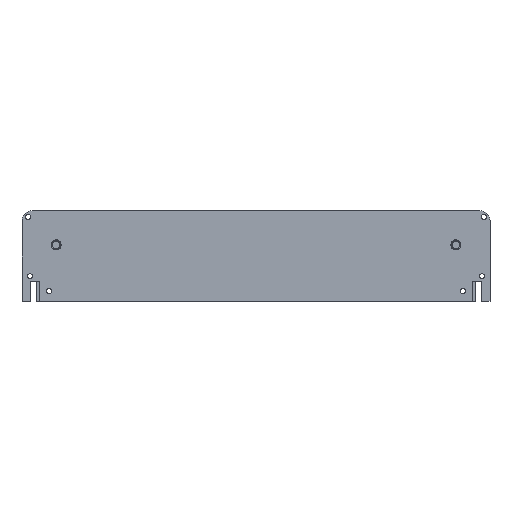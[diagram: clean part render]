
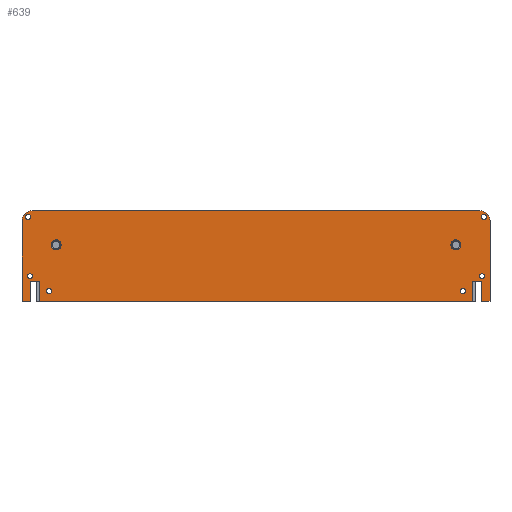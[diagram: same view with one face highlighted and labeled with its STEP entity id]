
A CAD part, top view. The second image highlights one B-rep face of the part: STEP entity #639.
In plain terms, the highlighted planar face has unit normal (0, 0, 1).
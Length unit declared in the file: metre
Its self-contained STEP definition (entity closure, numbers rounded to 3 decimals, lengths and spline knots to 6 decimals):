
#34=CIRCLE('',#701,0.005);
#35=CIRCLE('',#702,0.005);
#36=CIRCLE('',#703,0.00125);
#37=CIRCLE('',#704,0.00125);
#38=CIRCLE('',#705,0.0025);
#39=CIRCLE('',#706,0.0025);
#40=CIRCLE('',#707,0.00125);
#41=CIRCLE('',#708,0.00125);
#42=CIRCLE('',#709,0.00125);
#43=CIRCLE('',#710,0.00125);
#86=ORIENTED_EDGE('',*,*,#248,.F.);
#87=ORIENTED_EDGE('',*,*,#249,.T.);
#88=ORIENTED_EDGE('',*,*,#250,.F.);
#89=ORIENTED_EDGE('',*,*,#227,.F.);
#90=ORIENTED_EDGE('',*,*,#251,.T.);
#91=ORIENTED_EDGE('',*,*,#252,.F.);
#92=ORIENTED_EDGE('',*,*,#253,.F.);
#93=ORIENTED_EDGE('',*,*,#254,.F.);
#94=ORIENTED_EDGE('',*,*,#255,.F.);
#95=ORIENTED_EDGE('',*,*,#256,.F.);
#96=ORIENTED_EDGE('',*,*,#257,.T.);
#97=ORIENTED_EDGE('',*,*,#258,.F.);
#98=ORIENTED_EDGE('',*,*,#259,.T.);
#99=ORIENTED_EDGE('',*,*,#260,.T.);
#100=ORIENTED_EDGE('',*,*,#220,.F.);
#101=ORIENTED_EDGE('',*,*,#261,.F.);
#102=ORIENTED_EDGE('',*,*,#262,.F.);
#103=ORIENTED_EDGE('',*,*,#263,.F.);
#104=ORIENTED_EDGE('',*,*,#264,.F.);
#105=ORIENTED_EDGE('',*,*,#265,.F.);
#106=ORIENTED_EDGE('',*,*,#266,.F.);
#107=ORIENTED_EDGE('',*,*,#267,.F.);
#108=ORIENTED_EDGE('',*,*,#268,.F.);
#109=ORIENTED_EDGE('',*,*,#269,.F.);
#220=EDGE_CURVE('',#302,#303,#364,.T.);
#227=EDGE_CURVE('',#309,#310,#371,.T.);
#248=EDGE_CURVE('',#328,#329,#384,.T.);
#249=EDGE_CURVE('',#328,#330,#385,.T.);
#250=EDGE_CURVE('',#310,#330,#386,.T.);
#251=EDGE_CURVE('',#309,#331,#387,.T.);
#252=EDGE_CURVE('',#332,#331,#388,.T.);
#253=EDGE_CURVE('',#333,#332,#389,.T.);
#254=EDGE_CURVE('',#334,#333,#390,.T.);
#255=EDGE_CURVE('',#335,#334,#391,.T.);
#256=EDGE_CURVE('',#336,#335,#392,.T.);
#257=EDGE_CURVE('',#336,#337,#34,.T.);
#258=EDGE_CURVE('',#338,#337,#393,.T.);
#259=EDGE_CURVE('',#338,#339,#35,.T.);
#260=EDGE_CURVE('',#339,#303,#394,.T.);
#261=EDGE_CURVE('',#329,#302,#395,.T.);
#262=EDGE_CURVE('',#340,#340,#36,.T.);
#263=EDGE_CURVE('',#341,#341,#37,.T.);
#264=EDGE_CURVE('',#342,#342,#38,.T.);
#265=EDGE_CURVE('',#343,#343,#39,.T.);
#266=EDGE_CURVE('',#344,#344,#40,.T.);
#267=EDGE_CURVE('',#345,#345,#41,.T.);
#268=EDGE_CURVE('',#346,#346,#42,.T.);
#269=EDGE_CURVE('',#347,#347,#43,.T.);
#302=VERTEX_POINT('',#955);
#303=VERTEX_POINT('',#957);
#309=VERTEX_POINT('',#970);
#310=VERTEX_POINT('',#972);
#328=VERTEX_POINT('',#1013);
#329=VERTEX_POINT('',#1014);
#330=VERTEX_POINT('',#1016);
#331=VERTEX_POINT('',#1019);
#332=VERTEX_POINT('',#1021);
#333=VERTEX_POINT('',#1023);
#334=VERTEX_POINT('',#1025);
#335=VERTEX_POINT('',#1027);
#336=VERTEX_POINT('',#1029);
#337=VERTEX_POINT('',#1031);
#338=VERTEX_POINT('',#1033);
#339=VERTEX_POINT('',#1035);
#340=VERTEX_POINT('',#1039);
#341=VERTEX_POINT('',#1041);
#342=VERTEX_POINT('',#1043);
#343=VERTEX_POINT('',#1045);
#344=VERTEX_POINT('',#1047);
#345=VERTEX_POINT('',#1049);
#346=VERTEX_POINT('',#1051);
#347=VERTEX_POINT('',#1053);
#364=LINE('',#956,#418);
#371=LINE('',#971,#425);
#384=LINE('',#1012,#438);
#385=LINE('',#1015,#439);
#386=LINE('',#1017,#440);
#387=LINE('',#1018,#441);
#388=LINE('',#1020,#442);
#389=LINE('',#1022,#443);
#390=LINE('',#1024,#444);
#391=LINE('',#1026,#445);
#392=LINE('',#1028,#446);
#393=LINE('',#1032,#447);
#394=LINE('',#1036,#448);
#395=LINE('',#1037,#449);
#418=VECTOR('',#763,1.);
#425=VECTOR('',#772,1.);
#438=VECTOR('',#805,1.);
#439=VECTOR('',#806,1.);
#440=VECTOR('',#807,1.);
#441=VECTOR('',#808,1.);
#442=VECTOR('',#809,1.);
#443=VECTOR('',#810,1.);
#444=VECTOR('',#811,1.);
#445=VECTOR('',#812,1.);
#446=VECTOR('',#813,1.);
#447=VECTOR('',#816,1.);
#448=VECTOR('',#819,1.);
#449=VECTOR('',#820,1.);
#479=EDGE_LOOP('',(#86,#87,#88,#89,#90,#91,#92,#93,#94,#95,#96,#97,#98,
#99,#100,#101));
#480=EDGE_LOOP('',(#102));
#481=EDGE_LOOP('',(#103));
#482=EDGE_LOOP('',(#104));
#483=EDGE_LOOP('',(#105));
#484=EDGE_LOOP('',(#106));
#485=EDGE_LOOP('',(#107));
#486=EDGE_LOOP('',(#108));
#487=EDGE_LOOP('',(#109));
#549=FACE_BOUND('',#479,.T.);
#550=FACE_BOUND('',#480,.T.);
#551=FACE_BOUND('',#481,.T.);
#552=FACE_BOUND('',#482,.T.);
#553=FACE_BOUND('',#483,.T.);
#554=FACE_BOUND('',#484,.T.);
#555=FACE_BOUND('',#485,.T.);
#556=FACE_BOUND('',#486,.T.);
#557=FACE_BOUND('',#487,.T.);
#613=PLANE('',#700);
#639=ADVANCED_FACE('',(#549,#550,#551,#552,#553,#554,#555,#556,#557),#613,
 .T.);
#700=AXIS2_PLACEMENT_3D('',#1011,#803,#804);
#701=AXIS2_PLACEMENT_3D('',#1030,#814,#815);
#702=AXIS2_PLACEMENT_3D('',#1034,#817,#818);
#703=AXIS2_PLACEMENT_3D('',#1038,#821,#822);
#704=AXIS2_PLACEMENT_3D('',#1040,#823,#824);
#705=AXIS2_PLACEMENT_3D('',#1042,#825,#826);
#706=AXIS2_PLACEMENT_3D('',#1044,#827,#828);
#707=AXIS2_PLACEMENT_3D('',#1046,#829,#830);
#708=AXIS2_PLACEMENT_3D('',#1048,#831,#832);
#709=AXIS2_PLACEMENT_3D('',#1050,#833,#834);
#710=AXIS2_PLACEMENT_3D('',#1052,#835,#836);
#763=DIRECTION('',(-1.,0.,0.));
#772=DIRECTION('',(-1.,0.,0.));
#803=DIRECTION('',(0.,0.,1.));
#804=DIRECTION('',(1.,0.,0.));
#805=DIRECTION('',(-1.,0.,0.));
#806=DIRECTION('',(1.,0.,0.));
#807=DIRECTION('',(0.,1.,0.));
#808=DIRECTION('',(0.,1.,0.));
#809=DIRECTION('',(-1.,0.,0.));
#810=DIRECTION('',(-1.,0.,0.));
#811=DIRECTION('',(0.,1.,0.));
#812=DIRECTION('',(-1.,0.,0.));
#813=DIRECTION('',(0.,-1.,0.));
#814=DIRECTION('',(0.,0.,1.));
#815=DIRECTION('',(1.,0.,0.));
#816=DIRECTION('',(1.,0.,0.));
#817=DIRECTION('',(0.,0.,1.));
#818=DIRECTION('',(1.,0.,0.));
#819=DIRECTION('',(0.,-1.,0.));
#820=DIRECTION('',(0.,-1.,0.));
#821=DIRECTION('',(0.,0.,1.));
#822=DIRECTION('',(1.,0.,0.));
#823=DIRECTION('',(0.,0.,1.));
#824=DIRECTION('',(1.,0.,0.));
#825=DIRECTION('',(0.,0.,1.));
#826=DIRECTION('',(1.,0.,0.));
#827=DIRECTION('',(0.,0.,1.));
#828=DIRECTION('',(1.,0.,0.));
#829=DIRECTION('',(0.,0.,1.));
#830=DIRECTION('',(1.,0.,0.));
#831=DIRECTION('',(0.,0.,1.));
#832=DIRECTION('',(1.,0.,0.));
#833=DIRECTION('',(0.,0.,1.));
#834=DIRECTION('',(1.,0.,0.));
#835=DIRECTION('',(0.,0.,1.));
#836=DIRECTION('',(1.,0.,0.));
#955=CARTESIAN_POINT('',(-0.112459,0.03755,-0.025));
#956=CARTESIAN_POINT('',(0.,0.03755,-0.025));
#957=CARTESIAN_POINT('',(-0.116459,0.03755,-0.025));
#970=CARTESIAN_POINT('',(0.107959,0.03755,-0.025));
#971=CARTESIAN_POINT('',(0.,0.03755,-0.025));
#972=CARTESIAN_POINT('',(-0.107959,0.03755,-0.025));
#1011=CARTESIAN_POINT('',(0.,0.06005,-0.025));
#1012=CARTESIAN_POINT('',(-0.110959,0.04755,-0.025));
#1013=CARTESIAN_POINT('',(-0.109459,0.04755,-0.025));
#1014=CARTESIAN_POINT('',(-0.112459,0.04755,-0.025));
#1015=CARTESIAN_POINT('',(-0.108709,0.04755,-0.025));
#1016=CARTESIAN_POINT('',(-0.107959,0.04755,-0.025));
#1017=CARTESIAN_POINT('',(-0.107959,0.04255,-0.025));
#1018=CARTESIAN_POINT('',(0.107959,0.04255,-0.025));
#1019=CARTESIAN_POINT('',(0.107959,0.04755,-0.025));
#1020=CARTESIAN_POINT('',(0.108709,0.04755,-0.025));
#1021=CARTESIAN_POINT('',(0.109459,0.04755,-0.025));
#1022=CARTESIAN_POINT('',(0.110959,0.04755,-0.025));
#1023=CARTESIAN_POINT('',(0.112459,0.04755,-0.025));
#1024=CARTESIAN_POINT('',(0.112459,0.04255,-0.025));
#1025=CARTESIAN_POINT('',(0.112459,0.03755,-0.025));
#1026=CARTESIAN_POINT('',(0.,0.03755,-0.025));
#1027=CARTESIAN_POINT('',(0.116459,0.03755,-0.025));
#1028=CARTESIAN_POINT('',(0.116459,0.05755,-0.025));
#1029=CARTESIAN_POINT('',(0.116459,0.07755,-0.025));
#1030=CARTESIAN_POINT('',(0.111459,0.07755,-0.025));
#1031=CARTESIAN_POINT('',(0.111459,0.08255,-0.025));
#1032=CARTESIAN_POINT('',(0.,0.08255,-0.025));
#1033=CARTESIAN_POINT('',(-0.111459,0.08255,-0.025));
#1034=CARTESIAN_POINT('',(-0.111459,0.07755,-0.025));
#1035=CARTESIAN_POINT('',(-0.116459,0.07755,-0.025));
#1036=CARTESIAN_POINT('',(-0.116459,0.05755,-0.025));
#1037=CARTESIAN_POINT('',(-0.112459,0.04255,-0.025));
#1038=CARTESIAN_POINT('',(0.102959,0.04255,-0.025));
#1039=CARTESIAN_POINT('',(0.104209,0.04255,-0.025));
#1040=CARTESIAN_POINT('',(-0.102959,0.04255,-0.025));
#1041=CARTESIAN_POINT('',(-0.101709,0.04255,-0.025));
#1042=CARTESIAN_POINT('',(-0.099459,0.06555,-0.025));
#1043=CARTESIAN_POINT('',(-0.096959,0.06555,-0.025));
#1044=CARTESIAN_POINT('',(0.099459,0.06555,-0.025));
#1045=CARTESIAN_POINT('',(0.101959,0.06555,-0.025));
#1046=CARTESIAN_POINT('',(0.11246,0.05,-0.025));
#1047=CARTESIAN_POINT('',(0.11371,0.05,-0.025));
#1048=CARTESIAN_POINT('',(-0.11246,0.05,-0.025));
#1049=CARTESIAN_POINT('',(-0.11121,0.05,-0.025));
#1050=CARTESIAN_POINT('',(0.113431,0.079522,-0.025));
#1051=CARTESIAN_POINT('',(0.114681,0.079522,-0.025));
#1052=CARTESIAN_POINT('',(-0.113431,0.079522,-0.025));
#1053=CARTESIAN_POINT('',(-0.112181,0.079522,-0.025));
